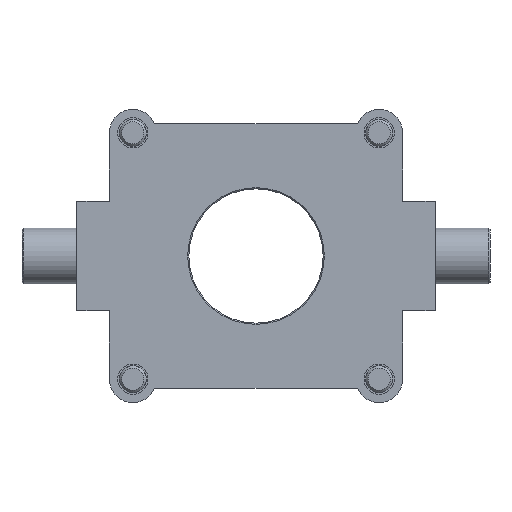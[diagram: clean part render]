
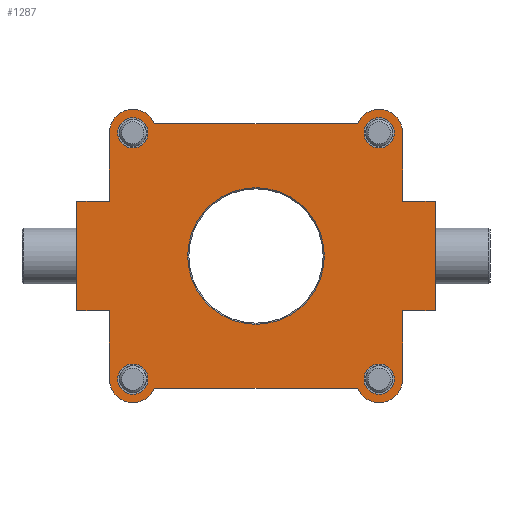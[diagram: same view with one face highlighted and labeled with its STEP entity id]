
A CAD part, front view. The second image highlights one B-rep face of the part: STEP entity #1287.
In plain terms, the highlighted planar face has unit normal (0, -1, 0).
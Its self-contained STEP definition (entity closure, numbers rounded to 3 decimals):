
#122=CIRCLE('',#1415,10.5);
#123=CIRCLE('',#1418,10.5);
#124=CIRCLE('',#1420,10.5);
#126=CIRCLE('',#1424,10.5);
#131=CIRCLE('',#1431,6.75);
#132=CIRCLE('',#1432,6.75);
#133=CIRCLE('',#1433,6.75);
#134=CIRCLE('',#1434,6.75);
#135=CIRCLE('',#1435,30.5);
#247=ORIENTED_EDGE('',*,*,#561,.F.);
#248=ORIENTED_EDGE('',*,*,#562,.F.);
#249=ORIENTED_EDGE('',*,*,#563,.F.);
#250=ORIENTED_EDGE('',*,*,#564,.F.);
#251=ORIENTED_EDGE('',*,*,#565,.F.);
#252=ORIENTED_EDGE('',*,*,#524,.F.);
#253=ORIENTED_EDGE('',*,*,#566,.F.);
#254=ORIENTED_EDGE('',*,*,#567,.F.);
#255=ORIENTED_EDGE('',*,*,#568,.F.);
#256=ORIENTED_EDGE('',*,*,#522,.F.);
#257=ORIENTED_EDGE('',*,*,#554,.F.);
#258=ORIENTED_EDGE('',*,*,#551,.F.);
#259=ORIENTED_EDGE('',*,*,#548,.F.);
#260=ORIENTED_EDGE('',*,*,#532,.F.);
#261=ORIENTED_EDGE('',*,*,#569,.F.);
#262=ORIENTED_EDGE('',*,*,#570,.F.);
#263=ORIENTED_EDGE('',*,*,#571,.F.);
#264=ORIENTED_EDGE('',*,*,#530,.F.);
#265=ORIENTED_EDGE('',*,*,#547,.F.);
#266=ORIENTED_EDGE('',*,*,#545,.F.);
#267=ORIENTED_EDGE('',*,*,#543,.F.);
#522=EDGE_CURVE('',#688,#686,#800,.T.);
#524=EDGE_CURVE('',#689,#691,#802,.T.);
#530=EDGE_CURVE('',#696,#694,#808,.T.);
#532=EDGE_CURVE('',#697,#699,#810,.T.);
#543=EDGE_CURVE('',#691,#707,#122,.T.);
#545=EDGE_CURVE('',#707,#708,#817,.T.);
#547=EDGE_CURVE('',#708,#696,#123,.T.);
#548=EDGE_CURVE('',#699,#709,#124,.T.);
#551=EDGE_CURVE('',#709,#711,#820,.T.);
#554=EDGE_CURVE('',#711,#688,#126,.T.);
#561=EDGE_CURVE('',#717,#717,#131,.T.);
#562=EDGE_CURVE('',#718,#718,#132,.T.);
#563=EDGE_CURVE('',#719,#719,#133,.T.);
#564=EDGE_CURVE('',#720,#720,#134,.T.);
#565=EDGE_CURVE('',#721,#721,#135,.T.);
#566=EDGE_CURVE('',#722,#689,#825,.T.);
#567=EDGE_CURVE('',#723,#722,#826,.T.);
#568=EDGE_CURVE('',#686,#723,#827,.T.);
#569=EDGE_CURVE('',#724,#697,#828,.T.);
#570=EDGE_CURVE('',#725,#724,#829,.T.);
#571=EDGE_CURVE('',#694,#725,#830,.T.);
#686=VERTEX_POINT('',#2004);
#688=VERTEX_POINT('',#2008);
#689=VERTEX_POINT('',#2012);
#691=VERTEX_POINT('',#2015);
#694=VERTEX_POINT('',#2022);
#696=VERTEX_POINT('',#2026);
#697=VERTEX_POINT('',#2030);
#699=VERTEX_POINT('',#2033);
#707=VERTEX_POINT('',#2054);
#708=VERTEX_POINT('',#2058);
#709=VERTEX_POINT('',#2064);
#711=VERTEX_POINT('',#2070);
#717=VERTEX_POINT('',#2089);
#718=VERTEX_POINT('',#2091);
#719=VERTEX_POINT('',#2093);
#720=VERTEX_POINT('',#2095);
#721=VERTEX_POINT('',#2097);
#722=VERTEX_POINT('',#2099);
#723=VERTEX_POINT('',#2101);
#724=VERTEX_POINT('',#2104);
#725=VERTEX_POINT('',#2106);
#800=LINE('',#2009,#884);
#802=LINE('',#2014,#886);
#808=LINE('',#2027,#892);
#810=LINE('',#2032,#894);
#817=LINE('',#2057,#901);
#820=LINE('',#2069,#904);
#825=LINE('',#2098,#909);
#826=LINE('',#2100,#910);
#827=LINE('',#2102,#911);
#828=LINE('',#2103,#912);
#829=LINE('',#2105,#913);
#830=LINE('',#2107,#914);
#884=VECTOR('',#1581,1000.);
#886=VECTOR('',#1585,1000.);
#892=VECTOR('',#1593,1000.);
#894=VECTOR('',#1597,1000.);
#901=VECTOR('',#1622,1000.);
#904=VECTOR('',#1637,1000.);
#909=VECTOR('',#1668,1000.);
#910=VECTOR('',#1669,1000.);
#911=VECTOR('',#1670,1000.);
#912=VECTOR('',#1671,1000.);
#913=VECTOR('',#1672,1000.);
#914=VECTOR('',#1673,1000.);
#981=EDGE_LOOP('',(#247));
#982=EDGE_LOOP('',(#248));
#983=EDGE_LOOP('',(#249));
#984=EDGE_LOOP('',(#250));
#985=EDGE_LOOP('',(#251));
#986=EDGE_LOOP('',(#252,#253,#254,#255,#256,#257,#258,#259,#260,#261,#262,
#263,#264,#265,#266,#267));
#1111=FACE_BOUND('',#981,.T.);
#1112=FACE_BOUND('',#982,.T.);
#1113=FACE_BOUND('',#983,.T.);
#1114=FACE_BOUND('',#984,.T.);
#1115=FACE_BOUND('',#985,.T.);
#1116=FACE_BOUND('',#986,.T.);
#1235=PLANE('',#1430);
#1287=ADVANCED_FACE('',(#1111,#1112,#1113,#1114,#1115,#1116),#1235,.F.);
#1415=AXIS2_PLACEMENT_3D('',#2053,#1617,#1618);
#1418=AXIS2_PLACEMENT_3D('',#2061,#1626,#1627);
#1420=AXIS2_PLACEMENT_3D('',#2063,#1630,#1631);
#1424=AXIS2_PLACEMENT_3D('',#2075,#1642,#1643);
#1430=AXIS2_PLACEMENT_3D('',#2087,#1656,#1657);
#1431=AXIS2_PLACEMENT_3D('',#2088,#1658,#1659);
#1432=AXIS2_PLACEMENT_3D('',#2090,#1660,#1661);
#1433=AXIS2_PLACEMENT_3D('',#2092,#1662,#1663);
#1434=AXIS2_PLACEMENT_3D('',#2094,#1664,#1665);
#1435=AXIS2_PLACEMENT_3D('',#2096,#1666,#1667);
#1581=DIRECTION('',(0.,0.,1.));
#1585=DIRECTION('',(0.,0.,1.));
#1593=DIRECTION('',(0.,0.,-1.));
#1597=DIRECTION('',(0.,0.,-1.));
#1617=DIRECTION('',(0.,1.,0.));
#1618=DIRECTION('',(1.,0.,0.));
#1622=DIRECTION('',(1.,0.,0.));
#1626=DIRECTION('',(0.,1.,0.));
#1627=DIRECTION('',(1.,0.,0.));
#1630=DIRECTION('',(0.,1.,0.));
#1631=DIRECTION('',(1.,0.,0.));
#1637=DIRECTION('',(-1.,0.,0.));
#1642=DIRECTION('',(0.,1.,0.));
#1643=DIRECTION('',(1.,0.,0.));
#1656=DIRECTION('',(0.,1.,0.));
#1657=DIRECTION('',(0.,0.,1.));
#1658=DIRECTION('',(0.,-1.,0.));
#1659=DIRECTION('',(0.,0.,-1.));
#1660=DIRECTION('',(0.,-1.,0.));
#1661=DIRECTION('',(0.,0.,-1.));
#1662=DIRECTION('',(0.,-1.,0.));
#1663=DIRECTION('',(0.,0.,-1.));
#1664=DIRECTION('',(0.,-1.,0.));
#1665=DIRECTION('',(0.,0.,-1.));
#1666=DIRECTION('',(0.,-1.,0.));
#1667=DIRECTION('',(0.,0.,-1.));
#1668=DIRECTION('',(1.,0.,0.));
#1669=DIRECTION('',(0.,0.,1.));
#1670=DIRECTION('',(-1.,0.,0.));
#1671=DIRECTION('',(-1.,0.,0.));
#1672=DIRECTION('',(0.,0.,-1.));
#1673=DIRECTION('',(1.,0.,0.));
#2004=CARTESIAN_POINT('',(-65.5,0.,-24.5));
#2008=CARTESIAN_POINT('',(-65.5,0.,-55.));
#2009=CARTESIAN_POINT('',(-65.5,0.,-55.));
#2012=CARTESIAN_POINT('',(-65.5,0.,24.5));
#2014=CARTESIAN_POINT('',(-65.5,0.,-55.));
#2015=CARTESIAN_POINT('',(-65.5,0.,55.));
#2022=CARTESIAN_POINT('',(65.5,0.,24.5));
#2026=CARTESIAN_POINT('',(65.5,0.,55.));
#2027=CARTESIAN_POINT('',(65.5,0.,55.));
#2030=CARTESIAN_POINT('',(65.5,0.,-24.5));
#2032=CARTESIAN_POINT('',(65.5,0.,55.));
#2033=CARTESIAN_POINT('',(65.5,0.,-55.));
#2053=CARTESIAN_POINT('',(-55.,0.,55.));
#2054=CARTESIAN_POINT('',(-45.292,0.,59.));
#2057=CARTESIAN_POINT('',(-45.292,0.,59.));
#2058=CARTESIAN_POINT('',(45.292,0.,59.));
#2061=CARTESIAN_POINT('',(55.,0.,55.));
#2063=CARTESIAN_POINT('',(55.,0.,-55.));
#2064=CARTESIAN_POINT('',(45.292,0.,-59.));
#2069=CARTESIAN_POINT('',(45.292,0.,-59.));
#2070=CARTESIAN_POINT('',(-45.292,0.,-59.));
#2075=CARTESIAN_POINT('',(-55.,0.,-55.));
#2087=CARTESIAN_POINT('',(-55.,0.,55.));
#2088=CARTESIAN_POINT('',(-55.,0.,-55.));
#2089=CARTESIAN_POINT('',(-55.,0.,-61.75));
#2090=CARTESIAN_POINT('',(55.,0.,-55.));
#2091=CARTESIAN_POINT('',(55.,0.,-61.75));
#2092=CARTESIAN_POINT('',(-55.,0.,55.));
#2093=CARTESIAN_POINT('',(-55.,0.,48.25));
#2094=CARTESIAN_POINT('',(55.,0.,55.));
#2095=CARTESIAN_POINT('',(55.,0.,48.25));
#2096=CARTESIAN_POINT('',(0.,0.,0.));
#2097=CARTESIAN_POINT('',(0.,0.,-30.5));
#2098=CARTESIAN_POINT('',(-80.,0.,24.5));
#2099=CARTESIAN_POINT('',(-80.,0.,24.5));
#2100=CARTESIAN_POINT('',(-80.,0.,-24.5));
#2101=CARTESIAN_POINT('',(-80.,0.,-24.5));
#2102=CARTESIAN_POINT('',(-29.047,0.,-24.5));
#2103=CARTESIAN_POINT('',(80.,0.,-24.5));
#2104=CARTESIAN_POINT('',(80.,0.,-24.5));
#2105=CARTESIAN_POINT('',(80.,0.,24.5));
#2106=CARTESIAN_POINT('',(80.,0.,24.5));
#2107=CARTESIAN_POINT('',(29.047,0.,24.5));
